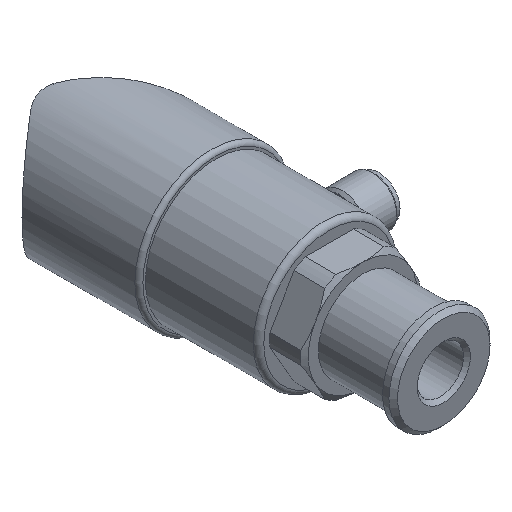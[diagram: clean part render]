
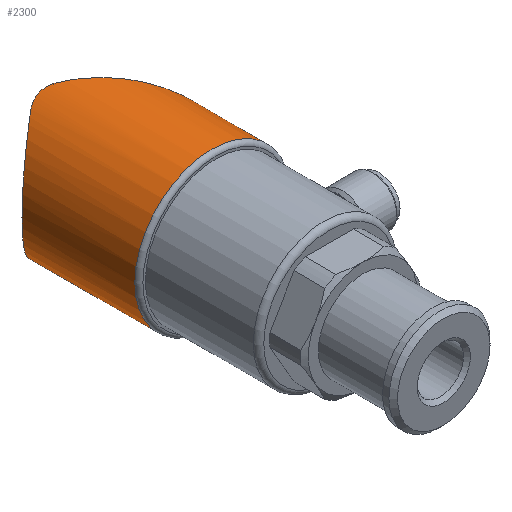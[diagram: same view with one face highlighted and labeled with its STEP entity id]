
A CAD part, isometric view. The second image highlights one B-rep face of the part: STEP entity #2300.
In plain terms, the highlighted cylindrical face has radius 19.1 mm (diameter 38.2 mm), a full revolution.
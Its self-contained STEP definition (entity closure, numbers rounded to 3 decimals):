
#31=ELLIPSE('',#2448,23.74,19.1);
#256=B_SPLINE_CURVE_WITH_KNOTS('',3,(#3271,#3272,#3273,#3274,#3275,#3276,
#3277,#3278,#3279,#3280,#3281,#3282,#3283,#3284,#3285,#3286,#3287,#3288,
#3289,#3290,#3291),.UNSPECIFIED.,.F.,.F.,(4,1,1,1,1,1,1,1,1,1,1,1,1,1,1,
1,1,1,4),(0.,0.005,0.01,0.016,
0.021,0.026,0.031,0.036,
0.042,0.047,0.049,0.052,
0.057,0.062,0.065,0.068,
0.073,0.078,0.083),.UNSPECIFIED.);
#271=B_SPLINE_CURVE_WITH_KNOTS('',3,(#3388,#3389,#3390,#3391,#3392),
 .UNSPECIFIED.,.F.,.F.,(4,1,4),(0.,0.003,0.007),
 .UNSPECIFIED.);
#272=B_SPLINE_CURVE_WITH_KNOTS('',3,(#3396,#3397,#3398,#3399,#3400),
 .UNSPECIFIED.,.F.,.F.,(4,1,4),(0.,0.003,
0.007),.UNSPECIFIED.);
#417=ORIENTED_EDGE('',*,*,#835,.F.);
#418=ORIENTED_EDGE('',*,*,#834,.T.);
#419=ORIENTED_EDGE('',*,*,#836,.F.);
#420=ORIENTED_EDGE('',*,*,#832,.T.);
#421=ORIENTED_EDGE('',*,*,#813,.T.);
#813=EDGE_CURVE('',#1019,#1018,#256,.T.);
#832=EDGE_CURVE('',#1032,#1019,#271,.T.);
#834=EDGE_CURVE('',#1018,#1033,#272,.T.);
#835=EDGE_CURVE('',#1034,#1034,#1124,.T.);
#836=EDGE_CURVE('',#1032,#1033,#31,.T.);
#1018=VERTEX_POINT('',#3270);
#1019=VERTEX_POINT('',#3292);
#1032=VERTEX_POINT('',#3393);
#1033=VERTEX_POINT('',#3395);
#1034=VERTEX_POINT('',#3403);
#1124=CIRCLE('',#2447,19.1);
#1191=EDGE_LOOP('',(#417));
#1192=EDGE_LOOP('',(#418,#419,#420,#421));
#1343=FACE_BOUND('',#1191,.T.);
#1344=FACE_BOUND('',#1192,.T.);
#1476=CYLINDRICAL_SURFACE('',#2446,19.1);
#2300=ADVANCED_FACE('',(#1343,#1344),#1476,.T.);
#2446=AXIS2_PLACEMENT_3D('',#3401,#2710,#2711);
#2447=AXIS2_PLACEMENT_3D('',#3402,#2712,#2713);
#2448=AXIS2_PLACEMENT_3D('',#3404,#2714,#2715);
#2710=DIRECTION('',(0.,-1.,0.));
#2711=DIRECTION('',(0.,0.,-1.));
#2712=DIRECTION('',(0.,-1.,0.));
#2713=DIRECTION('',(0.,0.,-1.));
#2714=DIRECTION('',(-0.594,0.805,0.));
#2715=DIRECTION('',(-0.805,-0.594,0.));
#3270=CARTESIAN_POINT('',(-4.87,91.522,18.469));
#3271=CARTESIAN_POINT('',(-4.87,91.522,-18.469));
#3272=CARTESIAN_POINT('',(-3.485,90.504,-18.834));
#3273=CARTESIAN_POINT('',(-0.745,88.42,-19.232));
#3274=CARTESIAN_POINT('',(3.332,85.101,-18.95));
#3275=CARTESIAN_POINT('',(7.176,81.755,-17.852));
#3276=CARTESIAN_POINT('',(10.776,78.415,-15.946));
#3277=CARTESIAN_POINT('',(13.963,75.274,-13.265));
#3278=CARTESIAN_POINT('',(16.671,72.459,-9.7));
#3279=CARTESIAN_POINT('',(18.606,70.353,-5.227));
#3280=CARTESIAN_POINT('',(19.347,69.523,0.01));
#3281=CARTESIAN_POINT('',(18.729,70.215,4.367));
#3282=CARTESIAN_POINT('',(17.621,71.425,7.5));
#3283=CARTESIAN_POINT('',(16.214,72.933,10.3));
#3284=CARTESIAN_POINT('',(13.949,75.288,13.28));
#3285=CARTESIAN_POINT('',(11.296,77.901,15.507));
#3286=CARTESIAN_POINT('',(8.951,80.108,16.913));
#3287=CARTESIAN_POINT('',(6.526,82.32,18.037));
#3288=CARTESIAN_POINT('',(3.28,85.145,18.96));
#3289=CARTESIAN_POINT('',(-0.745,88.419,19.228));
#3290=CARTESIAN_POINT('',(-3.484,90.503,18.834));
#3291=CARTESIAN_POINT('',(-4.87,91.522,18.469));
#3292=CARTESIAN_POINT('',(-4.87,91.522,-18.469));
#3388=CARTESIAN_POINT('',(-10.669,91.423,-15.842));
#3389=CARTESIAN_POINT('',(-9.866,92.015,-16.383));
#3390=CARTESIAN_POINT('',(-7.949,92.709,-17.485));
#3391=CARTESIAN_POINT('',(-5.787,92.152,-18.227));
#3392=CARTESIAN_POINT('',(-4.87,91.522,-18.469));
#3393=CARTESIAN_POINT('',(-10.669,91.423,-15.842));
#3395=CARTESIAN_POINT('',(-10.669,91.423,15.842));
#3396=CARTESIAN_POINT('',(-4.87,91.522,18.469));
#3397=CARTESIAN_POINT('',(-5.784,92.15,18.228));
#3398=CARTESIAN_POINT('',(-7.937,92.711,17.491));
#3399=CARTESIAN_POINT('',(-9.868,92.014,16.382));
#3400=CARTESIAN_POINT('',(-10.669,91.423,15.842));
#3401=CARTESIAN_POINT('',(0.,0.,0.));
#3402=CARTESIAN_POINT('',(0.,57.3,0.));
#3403=CARTESIAN_POINT('',(0.,57.3,-19.1));
#3404=CARTESIAN_POINT('',(0.,99.298,0.));
